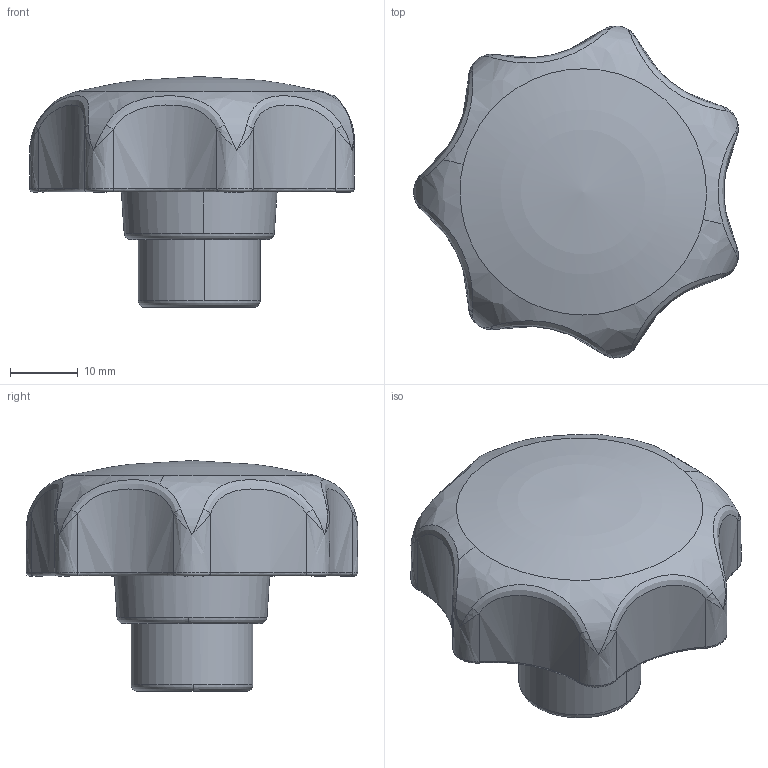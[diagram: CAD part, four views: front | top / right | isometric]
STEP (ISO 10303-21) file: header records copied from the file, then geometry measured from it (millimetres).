
FILE_DESCRIPTION((''),'2;1');
FILE_NAME('','2008-01-22T09:35:24',(''),(''),'','CADfix','');
FILE_SCHEMA(('AUTOMOTIVE_DESIGN { 1 0 10303 214 1 1 1 1 }'));
Length unit declared in the file: millimetre
Bounding box: 47.87 x 48.92 x 34 mm (x, y, z)
Volume: 18393.1 mm3; surface area: 10432.3 mm2
Topology: 2 solids, 2 shells, 100 faces, 275 edges, 168 vertices
Faces by surface type: bspline 100
Entity records: 7870 total; most frequent: CARTESIAN_POINT 6427, ORIENTED_EDGE 522, EDGE_CURVE 261, VERTEX_POINT 168, B_SPLINE_CURVE_WITH_KNOTS 108, EDGE_LOOP 105, FACE_OUTER_BOUND 100, ADVANCED_FACE 100
